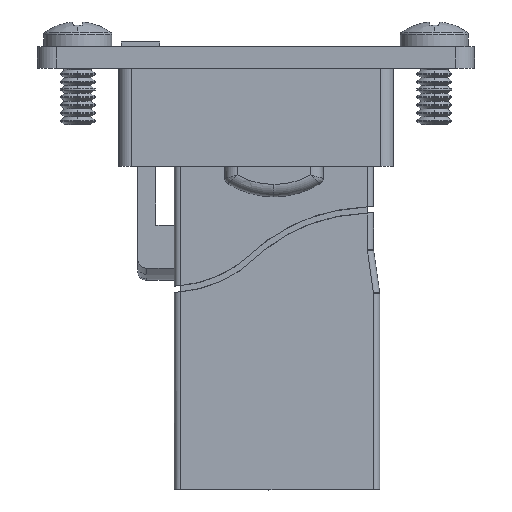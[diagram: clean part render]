
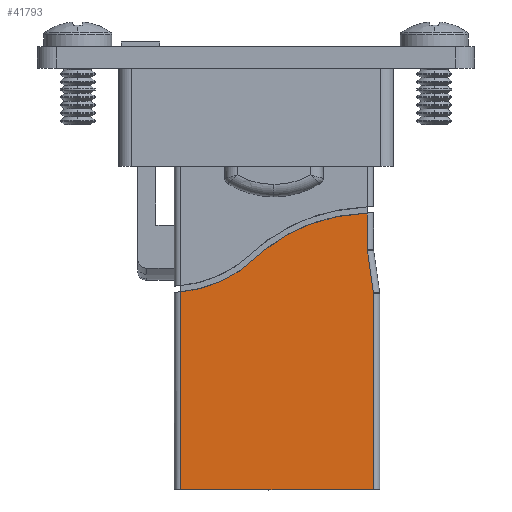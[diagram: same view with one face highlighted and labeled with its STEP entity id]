
A CAD part, left-side view. The second image highlights one B-rep face of the part: STEP entity #41793.
In plain terms, the highlighted planar face has unit normal (-1, 0, 0).
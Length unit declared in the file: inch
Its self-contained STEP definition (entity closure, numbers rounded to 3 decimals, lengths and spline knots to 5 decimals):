
#6758 = B_SPLINE_CURVE_WITH_KNOTS ( 'NONE', 3,
 ( #34261, #34280, #34302, #34305, #34307, #34309, #34312, #34314, #34317, #34318, #34320, #34323, #34325, #34327, #34330, #34332 ),
 .UNSPECIFIED., .F., .F.,
 ( 4, 1, 1, 1, 1, 1, 1, 1, 1, 1, 1, 1, 1, 4 ),
 ( 0.02686, 0.0625, 0.125, 0.25, 0.375, 0.5, 0.5625, 0.59375, 0.625, 0.6875, 0.75, 0.875, 0.9375, 0.97531 ),
 .UNSPECIFIED. ) ;
#9995 = CARTESIAN_POINT ( 'NONE',  ( -0.2874, 0.30906, -0.07469 ) ) ;
#10150 = CARTESIAN_POINT ( 'NONE',  ( -0.2874, 0.30906, -0.70965 ) ) ;
#10586 = CARTESIAN_POINT ( 'NONE',  ( -0.2874, -0.30906, -0.70965 ) ) ;
#10691 = CARTESIAN_POINT ( 'NONE',  ( -0.2874, -0.30906, -0.07915 ) ) ;
#10820 = CARTESIAN_POINT ( 'NONE',  ( -0.2874, -0.28977, 0.05587 ) ) ;
#10973 = CARTESIAN_POINT ( 'NONE',  ( -0.2874, -0.28937, 0.17756 ) ) ;
#11034 = CARTESIAN_POINT ( 'NONE',  ( -0.2874, -0.28937, 0.06144 ) ) ;
#12389 = LINE ( 'NONE', #34855, #12392 ) ;
#12391 = LINE ( 'NONE', #34860, #12394 ) ;
#12392 = VECTOR ( 'NONE', #34858, 39.37008 ) ;
#12393 = LINE ( 'NONE', #34865, #12396 ) ;
#12394 = VECTOR ( 'NONE', #34863, 39.37008 ) ;
#12395 = LINE ( 'NONE', #34870, #12398 ) ;
#12396 = VECTOR ( 'NONE', #34868, 39.37008 ) ;
#12397 = LINE ( 'NONE', #34875, #12400 ) ;
#12398 = VECTOR ( 'NONE', #34873, 39.37008 ) ;
#12399 = CIRCLE ( 'NONE', #39827, 0.03937 ) ;
#12400 = VECTOR ( 'NONE', #34878, 39.37008 ) ;
#14575 = ORIENTED_EDGE ( 'NONE', *, *, #39984, .T. ) ;
#14577 = ORIENTED_EDGE ( 'NONE', *, *, #39836, .T. ) ;
#14579 = ORIENTED_EDGE ( 'NONE', *, *, #39986, .T. ) ;
#14581 = ORIENTED_EDGE ( 'NONE', *, *, #39987, .T. ) ;
#14584 = ORIENTED_EDGE ( 'NONE', *, *, #39989, .T. ) ;
#14586 = ORIENTED_EDGE ( 'NONE', *, *, #39990, .T. ) ;
#14588 = ORIENTED_EDGE ( 'NONE', *, *, #39992, .F. ) ;
#17208 = CARTESIAN_POINT ( 'NONE',  ( -0.2874, -0.32874, 0.70965 ) ) ;
#17210 = PLANE ( 'NONE',  #24717 ) ;
#17212 = DIRECTION ( 'NONE',  ( 1., 0., 0. ) ) ;
#17213 = DIRECTION ( 'NONE',  ( 0., 0., -1. ) ) ;
#18369 = EDGE_LOOP ( 'NONE', ( #14575, #14577, #14579, #14581, #14584, #14586, #14588 ) ) ;
#24717 = AXIS2_PLACEMENT_3D ( 'NONE', #17208, #17212, #17213 ) ;
#32153 = FACE_OUTER_BOUND ( 'NONE', #18369, .T. ) ;
#34261 = CARTESIAN_POINT ( 'NONE',  ( -0.2874, -0.28937, 0.17756 ) ) ;
#34280 = CARTESIAN_POINT ( 'NONE',  ( -0.2874, -0.28052, 0.17718 ) ) ;
#34302 = CARTESIAN_POINT ( 'NONE',  ( -0.2874, -0.25623, 0.17568 ) ) ;
#34305 = CARTESIAN_POINT ( 'NONE',  ( -0.2874, -0.20331, 0.16953 ) ) ;
#34307 = CARTESIAN_POINT ( 'NONE',  ( -0.2874, -0.13319, 0.15358 ) ) ;
#34309 = CARTESIAN_POINT ( 'NONE',  ( -0.2874, -0.05586, 0.12275 ) ) ;
#34312 = CARTESIAN_POINT ( 'NONE',  ( -0.2874, 0.00309, 0.08744 ) ) ;
#34314 = CARTESIAN_POINT ( 'NONE',  ( -0.2874, 0.04185, 0.05731 ) ) ;
#34317 = CARTESIAN_POINT ( 'NONE',  ( -0.2874, 0.06284, 0.03897 ) ) ;
#34318 = CARTESIAN_POINT ( 'NONE',  ( -0.2874, 0.08478, 0.01822 ) ) ;
#34320 = CARTESIAN_POINT ( 'NONE',  ( -0.2874, 0.11488, -0.00536 ) ) ;
#34323 = CARTESIAN_POINT ( 'NONE',  ( -0.2874, 0.16551, -0.03677 ) ) ;
#34325 = CARTESIAN_POINT ( 'NONE',  ( -0.2874, 0.22101, -0.059 ) ) ;
#34327 = CARTESIAN_POINT ( 'NONE',  ( -0.2874, 0.27455, -0.07058 ) ) ;
#34330 = CARTESIAN_POINT ( 'NONE',  ( -0.2874, 0.29958, -0.07377 ) ) ;
#34332 = CARTESIAN_POINT ( 'NONE',  ( -0.2874, 0.30906, -0.07469 ) ) ;
#34855 = CARTESIAN_POINT ( 'NONE',  ( -0.2874, -0.28937, 0.70965 ) ) ;
#34858 = DIRECTION ( 'NONE',  ( 0., 0., 1. ) ) ;
#34860 = CARTESIAN_POINT ( 'NONE',  ( -0.2874, 0.30906, 0.70965 ) ) ;
#34863 = DIRECTION ( 'NONE',  ( 0., 0., -1. ) ) ;
#34865 = CARTESIAN_POINT ( 'NONE',  ( -0.2874, -0.32874, -0.70965 ) ) ;
#34868 = DIRECTION ( 'NONE',  ( 0., -1., 0. ) ) ;
#34870 = CARTESIAN_POINT ( 'NONE',  ( -0.2874, -0.30906, 0.70965 ) ) ;
#34873 = DIRECTION ( 'NONE',  ( 0., 0., 1. ) ) ;
#34875 = CARTESIAN_POINT ( 'NONE',  ( -0.2874, -0.19902, 0.69111 ) ) ;
#34878 = DIRECTION ( 'NONE',  ( 0., 0.141, 0.99 ) ) ;
#34883 = CARTESIAN_POINT ( 'NONE',  ( -0.2874, -0.32874, 0.06144 ) ) ;
#34885 = DIRECTION ( 'NONE',  ( -1., 0., 0. ) ) ;
#34887 = DIRECTION ( 'NONE',  ( 0., 0., -1. ) ) ;
#39827 = AXIS2_PLACEMENT_3D ( 'NONE', #34883, #34885, #34887 ) ;
#39836 = EDGE_CURVE ( 'NONE', #44123, #43423, #6758, .T. ) ;
#39984 = EDGE_CURVE ( 'NONE', #44184, #44123, #12389, .T. ) ;
#39986 = EDGE_CURVE ( 'NONE', #43423, #43578, #12391, .T. ) ;
#39987 = EDGE_CURVE ( 'NONE', #43578, #43736, #12393, .T. ) ;
#39989 = EDGE_CURVE ( 'NONE', #43736, #43841, #12395, .T. ) ;
#39990 = EDGE_CURVE ( 'NONE', #43841, #43970, #12397, .T. ) ;
#39992 = EDGE_CURVE ( 'NONE', #44184, #43970, #12399, .T. ) ;
#41793 = ADVANCED_FACE ( 'NONE', ( #32153 ), #17210, .F. ) ;
#43423 = VERTEX_POINT ( 'NONE', #9995 ) ;
#43578 = VERTEX_POINT ( 'NONE', #10150 ) ;
#43736 = VERTEX_POINT ( 'NONE', #10586 ) ;
#43841 = VERTEX_POINT ( 'NONE', #10691 ) ;
#43970 = VERTEX_POINT ( 'NONE', #10820 ) ;
#44123 = VERTEX_POINT ( 'NONE', #10973 ) ;
#44184 = VERTEX_POINT ( 'NONE', #11034 ) ;
